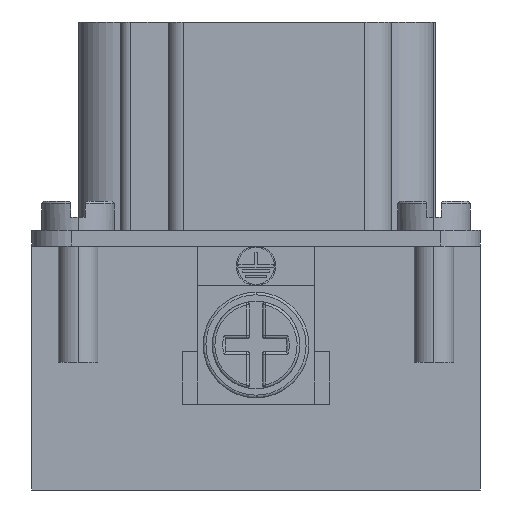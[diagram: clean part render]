
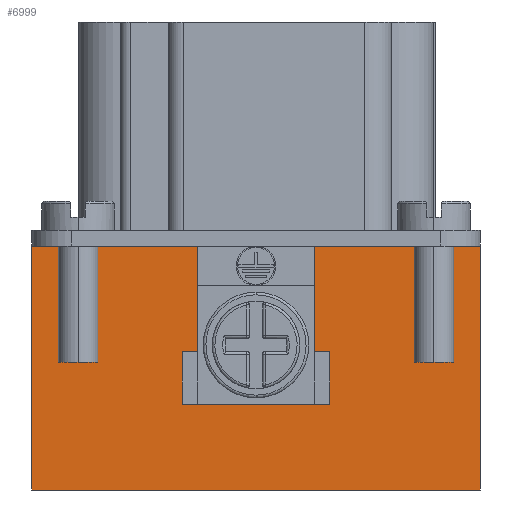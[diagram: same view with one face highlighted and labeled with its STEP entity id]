
A CAD part, left-side view. The second image highlights one B-rep face of the part: STEP entity #6999.
In plain terms, the highlighted planar face has unit normal (-1, 0, 0).
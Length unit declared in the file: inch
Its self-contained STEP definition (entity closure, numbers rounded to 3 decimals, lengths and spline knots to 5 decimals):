
#437 = ORIENTED_EDGE ( 'NONE', *, *, #12265, .T. ) ;
#484 = LINE ( 'NONE', #11980, #17796 ) ;
#715 = VERTEX_POINT ( 'NONE', #13294 ) ;
#984 = DIRECTION ( 'NONE',  ( 0., -1., 0. ) ) ;
#1577 = VERTEX_POINT ( 'NONE', #14312 ) ;
#2009 = LINE ( 'NONE', #14813, #5819 ) ;
#2413 = LINE ( 'NONE', #8167, #12160 ) ;
#2497 = EDGE_CURVE ( 'NONE', #14883, #17467, #6684, .T. ) ;
#2501 = AXIS2_PLACEMENT_3D ( 'NONE', #10378, #3227, #14694 ) ;
#2923 = EDGE_CURVE ( 'NONE', #715, #14883, #10719, .T. ) ;
#3170 = CARTESIAN_POINT ( 'NONE',  ( -0.62992, -0.66929, -0.55118 ) ) ;
#3227 = DIRECTION ( 'NONE',  ( 1., 0., 0. ) ) ;
#3382 = EDGE_CURVE ( 'NONE', #9600, #9006, #6265, .T. ) ;
#3495 = CARTESIAN_POINT ( 'NONE',  ( -0.62992, 0.22047, -0.86614 ) ) ;
#3648 = DIRECTION ( 'NONE',  ( 0., 0., 1. ) ) ;
#3772 = VECTOR ( 'NONE', #984, 39.37008 ) ;
#3855 = VERTEX_POINT ( 'NONE', #6156 ) ;
#3897 = ORIENTED_EDGE ( 'NONE', *, *, #4462, .F. ) ;
#4462 = EDGE_CURVE ( 'NONE', #16349, #715, #18429, .T. ) ;
#4604 = ORIENTED_EDGE ( 'NONE', *, *, #17556, .F. ) ;
#4634 = FACE_OUTER_BOUND ( 'NONE', #8211, .T. ) ;
#4932 = EDGE_CURVE ( 'NONE', #5429, #16349, #2413, .T. ) ;
#5194 = VECTOR ( 'NONE', #14936, 39.37008 ) ;
#5238 = CARTESIAN_POINT ( 'NONE',  ( -0.62992, 0.66929, -1.27953 ) ) ;
#5317 = VECTOR ( 'NONE', #12428, 39.37008 ) ;
#5429 = VERTEX_POINT ( 'NONE', #11061 ) ;
#5819 = VECTOR ( 'NONE', #17823, 39.37008 ) ;
#6156 = CARTESIAN_POINT ( 'NONE',  ( -0.62992, 0.22047, -1.02362 ) ) ;
#6265 = LINE ( 'NONE', #13695, #16381 ) ;
#6521 = VECTOR ( 'NONE', #6571, 39.37008 ) ;
#6571 = DIRECTION ( 'NONE',  ( 0., 0., -1. ) ) ;
#6663 = CARTESIAN_POINT ( 'NONE',  ( -0.62992, 0.17323, -0.55118 ) ) ;
#6684 = LINE ( 'NONE', #16380, #5317 ) ;
#6825 = CARTESIAN_POINT ( 'NONE',  ( -0.62992, -0.22047, -0.55118 ) ) ;
#6999 = ADVANCED_FACE ( 'NONE', ( #4634 ), #17345, .F. ) ;
#7033 = CARTESIAN_POINT ( 'NONE',  ( -0.62992, 0.66929, -0.55118 ) ) ;
#7814 = ORIENTED_EDGE ( 'NONE', *, *, #10661, .F. ) ;
#7881 = CARTESIAN_POINT ( 'NONE',  ( -0.62992, 0.66929, -1.02362 ) ) ;
#8105 = EDGE_CURVE ( 'NONE', #3855, #1577, #12107, .T. ) ;
#8167 = CARTESIAN_POINT ( 'NONE',  ( -0.62992, 0.66929, -0.55118 ) ) ;
#8211 = EDGE_LOOP ( 'NONE', ( #15164, #10731, #12457, #7814, #8902, #10698, #3897, #18449, #437, #4604, #9703, #14987 ) ) ;
#8562 = DIRECTION ( 'NONE',  ( 0., -1., 0. ) ) ;
#8720 = EDGE_CURVE ( 'NONE', #15463, #9600, #15023, .T. ) ;
#8902 = ORIENTED_EDGE ( 'NONE', *, *, #2497, .F. ) ;
#9006 = VERTEX_POINT ( 'NONE', #3170 ) ;
#9600 = VERTEX_POINT ( 'NONE', #14800 ) ;
#9703 = ORIENTED_EDGE ( 'NONE', *, *, #3382, .F. ) ;
#10378 = CARTESIAN_POINT ( 'NONE',  ( -0.62992, 0.66929, -0.55118 ) ) ;
#10516 = DIRECTION ( 'NONE',  ( 0., -1., 0. ) ) ;
#10661 = EDGE_CURVE ( 'NONE', #17467, #3855, #484, .T. ) ;
#10698 = ORIENTED_EDGE ( 'NONE', *, *, #2923, .F. ) ;
#10719 = LINE ( 'NONE', #6663, #6521 ) ;
#10731 = ORIENTED_EDGE ( 'NONE', *, *, #13105, .F. ) ;
#11020 = CARTESIAN_POINT ( 'NONE',  ( -0.62992, -0.66929, -1.27953 ) ) ;
#11061 = CARTESIAN_POINT ( 'NONE',  ( -0.62992, 0.66929, -1.27953 ) ) ;
#11293 = VECTOR ( 'NONE', #8562, 39.37008 ) ;
#11849 = VECTOR ( 'NONE', #18101, 39.37008 ) ;
#11980 = CARTESIAN_POINT ( 'NONE',  ( -0.62992, 0.22047, -0.55118 ) ) ;
#12090 = DIRECTION ( 'NONE',  ( 0., -1., 0. ) ) ;
#12107 = LINE ( 'NONE', #7881, #5194 ) ;
#12160 = VECTOR ( 'NONE', #13891, 39.37008 ) ;
#12265 = EDGE_CURVE ( 'NONE', #5429, #14823, #18023, .T. ) ;
#12428 = DIRECTION ( 'NONE',  ( 0., 1., 0. ) ) ;
#12457 = ORIENTED_EDGE ( 'NONE', *, *, #8105, .F. ) ;
#13105 = EDGE_CURVE ( 'NONE', #1577, #17280, #14140, .T. ) ;
#13294 = CARTESIAN_POINT ( 'NONE',  ( -0.62992, 0.17323, -0.55118 ) ) ;
#13437 = CARTESIAN_POINT ( 'NONE',  ( -0.62992, -0.17323, -0.55118 ) ) ;
#13695 = CARTESIAN_POINT ( 'NONE',  ( -0.62992, 0.66929, -0.55118 ) ) ;
#13891 = DIRECTION ( 'NONE',  ( 0., 0., 1. ) ) ;
#14140 = LINE ( 'NONE', #6825, #11849 ) ;
#14194 = CARTESIAN_POINT ( 'NONE',  ( -0.62992, 0.17323, -0.86614 ) ) ;
#14312 = CARTESIAN_POINT ( 'NONE',  ( -0.62992, -0.22047, -1.02362 ) ) ;
#14391 = EDGE_CURVE ( 'NONE', #15463, #17280, #16252, .T. ) ;
#14516 = VECTOR ( 'NONE', #3648, 39.37008 ) ;
#14694 = DIRECTION ( 'NONE',  ( 0., 0., -1. ) ) ;
#14800 = CARTESIAN_POINT ( 'NONE',  ( -0.62992, -0.17323, -0.55118 ) ) ;
#14813 = CARTESIAN_POINT ( 'NONE',  ( -0.62992, -0.66929, -0.50394 ) ) ;
#14823 = VERTEX_POINT ( 'NONE', #11020 ) ;
#14883 = VERTEX_POINT ( 'NONE', #14194 ) ;
#14936 = DIRECTION ( 'NONE',  ( 0., -1., 0. ) ) ;
#14987 = ORIENTED_EDGE ( 'NONE', *, *, #8720, .F. ) ;
#15023 = LINE ( 'NONE', #13437, #14516 ) ;
#15164 = ORIENTED_EDGE ( 'NONE', *, *, #14391, .T. ) ;
#15463 = VERTEX_POINT ( 'NONE', #16618 ) ;
#16069 = CARTESIAN_POINT ( 'NONE',  ( -0.62992, -0.17323, -0.86614 ) ) ;
#16252 = LINE ( 'NONE', #16069, #17183 ) ;
#16349 = VERTEX_POINT ( 'NONE', #7033 ) ;
#16380 = CARTESIAN_POINT ( 'NONE',  ( -0.62992, 0.17323, -0.86614 ) ) ;
#16381 = VECTOR ( 'NONE', #12090, 39.37008 ) ;
#16618 = CARTESIAN_POINT ( 'NONE',  ( -0.62992, -0.17323, -0.86614 ) ) ;
#16760 = DIRECTION ( 'NONE',  ( 0., 0., -1. ) ) ;
#17183 = VECTOR ( 'NONE', #10516, 39.37008 ) ;
#17280 = VERTEX_POINT ( 'NONE', #18105 ) ;
#17345 = PLANE ( 'NONE',  #2501 ) ;
#17467 = VERTEX_POINT ( 'NONE', #3495 ) ;
#17556 = EDGE_CURVE ( 'NONE', #9006, #14823, #2009, .T. ) ;
#17796 = VECTOR ( 'NONE', #16760, 39.37008 ) ;
#17823 = DIRECTION ( 'NONE',  ( 0., 0., -1. ) ) ;
#18023 = LINE ( 'NONE', #5238, #3772 ) ;
#18101 = DIRECTION ( 'NONE',  ( 0., 0., 1. ) ) ;
#18105 = CARTESIAN_POINT ( 'NONE',  ( -0.62992, -0.22047, -0.86614 ) ) ;
#18153 = CARTESIAN_POINT ( 'NONE',  ( -0.62992, 0.66929, -0.55118 ) ) ;
#18429 = LINE ( 'NONE', #18153, #11293 ) ;
#18449 = ORIENTED_EDGE ( 'NONE', *, *, #4932, .F. ) ;
